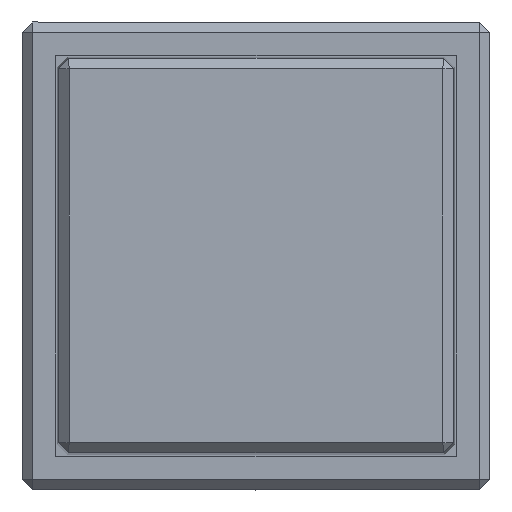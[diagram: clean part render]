
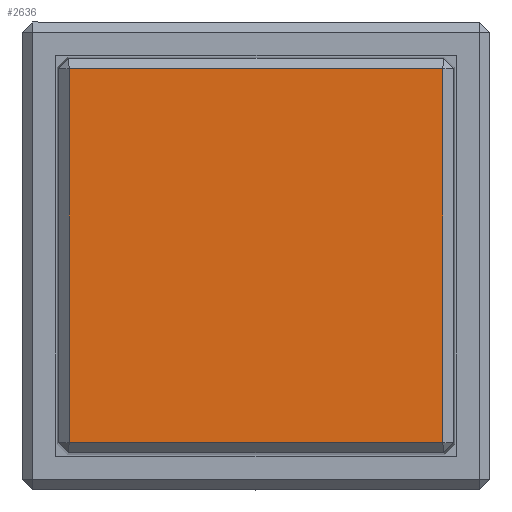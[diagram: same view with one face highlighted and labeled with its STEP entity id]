
A CAD part, top view. The second image highlights one B-rep face of the part: STEP entity #2636.
In plain terms, the highlighted planar face has unit normal (0, 0, 1).
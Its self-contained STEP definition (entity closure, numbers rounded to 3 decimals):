
#150 = CARTESIAN_POINT ( 'NONE',  ( 5.597, 0., 4.7 ) ) ;
#181 = DIRECTION ( 'NONE',  ( -1., 0., 0. ) ) ;
#215 = VECTOR ( 'NONE', #2217, 1000. ) ;
#830 = EDGE_LOOP ( 'NONE', ( #2134, #3166, #1150, #3734 ) ) ;
#1125 = VERTEX_POINT ( 'NONE', #3274 ) ;
#1150 = ORIENTED_EDGE ( 'NONE', *, *, #4629, .T. ) ;
#1477 = CARTESIAN_POINT ( 'NONE',  ( 5.597, -5.597, 4.7 ) ) ;
#1543 = LINE ( 'NONE', #3594, #4914 ) ;
#1935 = VERTEX_POINT ( 'NONE', #4892 ) ;
#2000 = DIRECTION ( 'NONE',  ( 0., 1., 0. ) ) ;
#2134 = ORIENTED_EDGE ( 'NONE', *, *, #4310, .T. ) ;
#2188 = CARTESIAN_POINT ( 'NONE',  ( 5.597, 5.597, 4.7 ) ) ;
#2217 = DIRECTION ( 'NONE',  ( 0., -1., 0. ) ) ;
#2368 = EDGE_CURVE ( 'NONE', #4252, #5034, #4757, .T. ) ;
#2629 = EDGE_CURVE ( 'NONE', #1935, #1125, #4539, .T. ) ;
#2636 = ADVANCED_FACE ( 'NONE', ( #4033 ), #6093, .F. ) ;
#2748 = LINE ( 'NONE', #4787, #2755 ) ;
#2755 = VECTOR ( 'NONE', #181, 1000. ) ;
#3008 = VECTOR ( 'NONE', #2000, 1000. ) ;
#3166 = ORIENTED_EDGE ( 'NONE', *, *, #2629, .F. ) ;
#3274 = CARTESIAN_POINT ( 'NONE',  ( -5.597, 5.597, 4.7 ) ) ;
#3531 = DIRECTION ( 'NONE',  ( 0., 0., -1. ) ) ;
#3594 = CARTESIAN_POINT ( 'NONE',  ( 0., -5.597, 4.7 ) ) ;
#3734 = ORIENTED_EDGE ( 'NONE', *, *, #2368, .F. ) ;
#4033 = FACE_OUTER_BOUND ( 'NONE', #830, .T. ) ;
#4252 = VERTEX_POINT ( 'NONE', #2188 ) ;
#4310 = EDGE_CURVE ( 'NONE', #4252, #1125, #2748, .T. ) ;
#4539 = LINE ( 'NONE', #6606, #3008 ) ;
#4629 = EDGE_CURVE ( 'NONE', #1935, #5034, #1543, .T. ) ;
#4757 = LINE ( 'NONE', #150, #215 ) ;
#4787 = CARTESIAN_POINT ( 'NONE',  ( 0., 5.597, 4.7 ) ) ;
#4892 = CARTESIAN_POINT ( 'NONE',  ( -5.597, -5.597, 4.7 ) ) ;
#4914 = VECTOR ( 'NONE', #5647, 1000. ) ;
#5034 = VERTEX_POINT ( 'NONE', #5576 ) ;
#5576 = CARTESIAN_POINT ( 'NONE',  ( 5.597, -5.597, 4.7 ) ) ;
#5583 = DIRECTION ( 'NONE',  ( -1., 0., 0. ) ) ;
#5647 = DIRECTION ( 'NONE',  ( 1., 0., 0. ) ) ;
#5905 = AXIS2_PLACEMENT_3D ( 'NONE', #1477, #3531, #5583 ) ;
#6093 = PLANE ( 'NONE',  #5905 ) ;
#6606 = CARTESIAN_POINT ( 'NONE',  ( -5.597, 0., 4.7 ) ) ;
